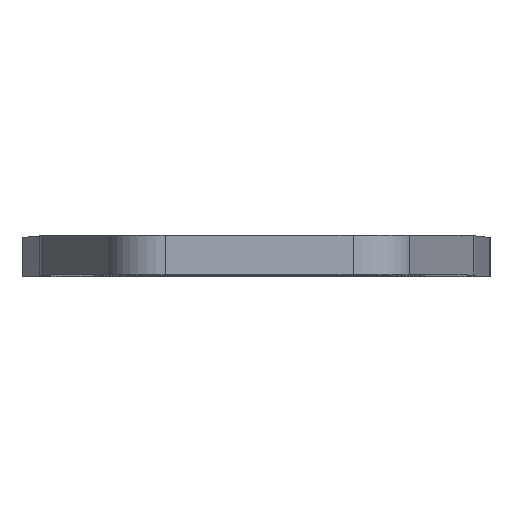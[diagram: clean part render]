
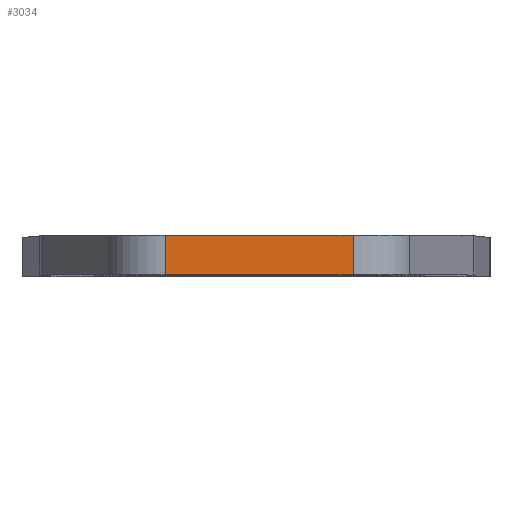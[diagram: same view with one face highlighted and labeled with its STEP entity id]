
A CAD part, top view. The second image highlights one B-rep face of the part: STEP entity #3034.
In plain terms, the highlighted planar face has unit normal (0, 0, 1).
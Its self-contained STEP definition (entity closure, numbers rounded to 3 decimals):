
#156 = PLANE ( 'NONE',  #635 ) ;
#371 = LINE ( 'NONE', #1175, #2855 ) ;
#483 = LINE ( 'NONE', #1951, #1583 ) ;
#500 = VECTOR ( 'NONE', #3546, 1000. ) ;
#571 = CARTESIAN_POINT ( 'NONE',  ( -9.515, 4., 74.995 ) ) ;
#635 = AXIS2_PLACEMENT_3D ( 'NONE', #1379, #2512, #3638 ) ;
#684 = LINE ( 'NONE', #1243, #500 ) ;
#735 = ORIENTED_EDGE ( 'NONE', *, *, #1181, .F. ) ;
#1002 = EDGE_CURVE ( 'NONE', #2478, #2291, #371, .T. ) ;
#1035 = CARTESIAN_POINT ( 'NONE',  ( 9.515, 0., 74.995 ) ) ;
#1175 = CARTESIAN_POINT ( 'NONE',  ( -9.515, 0., 74.995 ) ) ;
#1181 = EDGE_CURVE ( 'NONE', #1913, #2291, #1943, .T. ) ;
#1238 = ORIENTED_EDGE ( 'NONE', *, *, #1002, .T. ) ;
#1243 = CARTESIAN_POINT ( 'NONE',  ( -9.515, 4., 74.995 ) ) ;
#1274 = VERTEX_POINT ( 'NONE', #571 ) ;
#1379 = CARTESIAN_POINT ( 'NONE',  ( -9.515, 4., 74.995 ) ) ;
#1476 = CARTESIAN_POINT ( 'NONE',  ( -9.515, 0., 74.995 ) ) ;
#1479 = DIRECTION ( 'NONE',  ( 1., 0., 0. ) ) ;
#1583 = VECTOR ( 'NONE', #1620, 1000. ) ;
#1620 = DIRECTION ( 'NONE',  ( 0., -1., 0. ) ) ;
#1913 = VERTEX_POINT ( 'NONE', #3133 ) ;
#1943 = LINE ( 'NONE', #2828, #2554 ) ;
#1951 = CARTESIAN_POINT ( 'NONE',  ( -9.515, 4., 74.995 ) ) ;
#2234 = FACE_OUTER_BOUND ( 'NONE', #2990, .T. ) ;
#2291 = VERTEX_POINT ( 'NONE', #1035 ) ;
#2296 = EDGE_CURVE ( 'NONE', #1274, #1913, #684, .T. ) ;
#2425 = ORIENTED_EDGE ( 'NONE', *, *, #3014, .T. ) ;
#2478 = VERTEX_POINT ( 'NONE', #1476 ) ;
#2512 = DIRECTION ( 'NONE',  ( 0., 0., -1. ) ) ;
#2554 = VECTOR ( 'NONE', #3335, 1000. ) ;
#2828 = CARTESIAN_POINT ( 'NONE',  ( 9.515, 4., 74.995 ) ) ;
#2855 = VECTOR ( 'NONE', #1479, 1000. ) ;
#2938 = ORIENTED_EDGE ( 'NONE', *, *, #2296, .F. ) ;
#2990 = EDGE_LOOP ( 'NONE', ( #1238, #735, #2938, #2425 ) ) ;
#3014 = EDGE_CURVE ( 'NONE', #1274, #2478, #483, .T. ) ;
#3034 = ADVANCED_FACE ( 'NONE', ( #2234 ), #156, .F. ) ;
#3133 = CARTESIAN_POINT ( 'NONE',  ( 9.515, 4., 74.995 ) ) ;
#3335 = DIRECTION ( 'NONE',  ( 0., -1., 0. ) ) ;
#3546 = DIRECTION ( 'NONE',  ( 1., 0., 0. ) ) ;
#3638 = DIRECTION ( 'NONE',  ( -1., 0., 0. ) ) ;
